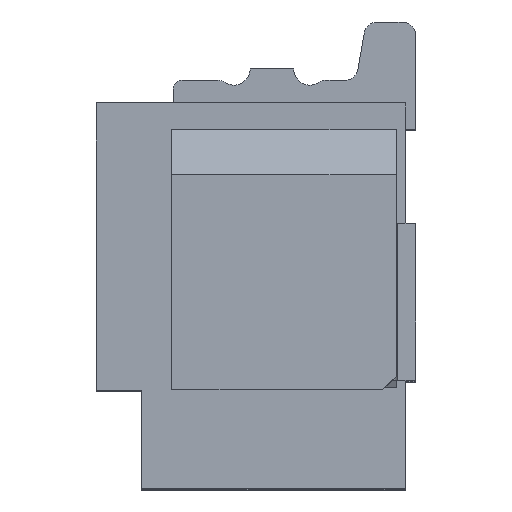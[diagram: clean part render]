
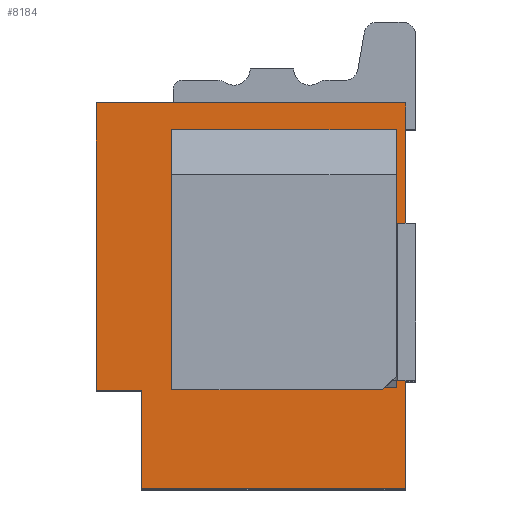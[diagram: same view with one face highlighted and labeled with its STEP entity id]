
A CAD part, top view. The second image highlights one B-rep face of the part: STEP entity #8184.
In plain terms, the highlighted planar face has unit normal (0, 0, 1).
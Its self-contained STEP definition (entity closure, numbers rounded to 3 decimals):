
#109=DIRECTION('',(0.,-1.,0.));
#110=VECTOR('',#109,3.2);
#111=CARTESIAN_POINT('',(-73.809,104.408,22.262));
#112=LINE('',#111,#110);
#817=DIRECTION('',(1.,0.,0.));
#818=VECTOR('',#817,2.95);
#819=CARTESIAN_POINT('',(-73.309,100.108,22.262));
#820=LINE('',#819,#818);
#929=DIRECTION('',(0.,-1.,0.));
#930=VECTOR('',#929,1.1);
#931=CARTESIAN_POINT('',(-73.309,101.208,22.262));
#932=LINE('',#931,#930);
#933=DIRECTION('',(1.,0.,0.));
#934=VECTOR('',#933,0.5);
#935=CARTESIAN_POINT('',(-73.809,101.208,22.262));
#936=LINE('',#935,#934);
#957=DIRECTION('',(1.,0.,0.));
#958=VECTOR('',#957,2.5);
#959=CARTESIAN_POINT('',(-72.969,101.235,22.262));
#960=LINE('',#959,#958);
#961=DIRECTION('',(0.,1.,0.));
#962=VECTOR('',#961,2.873);
#963=CARTESIAN_POINT('',(-70.469,101.235,22.262));
#964=LINE('',#963,#962);
#965=DIRECTION('',(0.,-1.,0.));
#966=VECTOR('',#965,2.873);
#967=CARTESIAN_POINT('',(-72.969,104.108,22.262));
#968=LINE('',#967,#966);
#977=DIRECTION('',(-1.,0.,0.));
#978=VECTOR('',#977,3.45);
#979=CARTESIAN_POINT('',(-70.359,104.408,22.262));
#980=LINE('',#979,#978);
#1623=DIRECTION('',(0.,1.,0.));
#1624=VECTOR('',#1623,4.3);
#1625=CARTESIAN_POINT('',(-70.359,100.108,22.262));
#1626=LINE('',#1625,#1624);
#1667=DIRECTION('',(1.,0.,0.));
#1668=VECTOR('',#1667,2.5);
#1669=CARTESIAN_POINT('',(-72.969,104.108,22.262));
#1670=LINE('',#1669,#1668);
#5349=CARTESIAN_POINT('',(-73.809,104.408,22.262));
#5350=VERTEX_POINT('',#5349);
#5351=CARTESIAN_POINT('',(-73.809,101.208,22.262));
#5352=VERTEX_POINT('',#5351);
#5425=CARTESIAN_POINT('',(-73.309,100.108,22.262));
#5426=VERTEX_POINT('',#5425);
#5427=CARTESIAN_POINT('',(-70.359,100.108,22.262));
#5428=VERTEX_POINT('',#5427);
#5669=CARTESIAN_POINT('',(-70.359,104.408,22.262));
#5670=VERTEX_POINT('',#5669);
#5671=CARTESIAN_POINT('',(-73.309,101.208,22.262));
#5672=VERTEX_POINT('',#5671);
#5673=CARTESIAN_POINT('',(-72.969,101.235,22.262));
#5674=CARTESIAN_POINT('',(-70.469,101.235,22.262));
#5675=VERTEX_POINT('',#5673);
#5676=VERTEX_POINT('',#5674);
#5677=CARTESIAN_POINT('',(-70.469,104.108,22.262));
#5678=VERTEX_POINT('',#5677);
#5679=CARTESIAN_POINT('',(-72.969,104.108,22.262));
#5680=VERTEX_POINT('',#5679);
#8159=CARTESIAN_POINT('',(-72.084,102.258,22.262));
#8160=DIRECTION('',(0.,0.,1.));
#8161=DIRECTION('',(-1.,0.,0.));
#8162=AXIS2_PLACEMENT_3D('',#8159,#8160,#8161);
#8163=PLANE('',#8162);
#8164=ORIENTED_EDGE('',*,*,#7976,.F.);
#8165=ORIENTED_EDGE('',*,*,#8110,.F.);
#8166=ORIENTED_EDGE('',*,*,#8125,.F.);
#8167=ORIENTED_EDGE('',*,*,#7094,.F.);
#8169=ORIENTED_EDGE('',*,*,#8168,.F.);
#8171=ORIENTED_EDGE('',*,*,#8170,.F.);
#8172=EDGE_LOOP('',(#8164,#8165,#8166,#8167,#8169,#8171));
#8173=FACE_OUTER_BOUND('',#8172,.F.);
#8175=ORIENTED_EDGE('',*,*,#8174,.T.);
#8177=ORIENTED_EDGE('',*,*,#8176,.T.);
#8179=ORIENTED_EDGE('',*,*,#8178,.F.);
#8181=ORIENTED_EDGE('',*,*,#8180,.T.);
#8182=EDGE_LOOP('',(#8175,#8177,#8179,#8181));
#8183=FACE_BOUND('',#8182,.F.);
#7094=EDGE_CURVE('',#5350,#5352,#112,.T.);
#7976=EDGE_CURVE('',#5426,#5428,#820,.T.);
#8110=EDGE_CURVE('',#5672,#5426,#932,.T.);
#8125=EDGE_CURVE('',#5352,#5672,#936,.T.);
#8168=EDGE_CURVE('',#5670,#5350,#980,.T.);
#8170=EDGE_CURVE('',#5428,#5670,#1626,.T.);
#8174=EDGE_CURVE('',#5675,#5676,#960,.T.);
#8176=EDGE_CURVE('',#5676,#5678,#964,.T.);
#8178=EDGE_CURVE('',#5680,#5678,#1670,.T.);
#8180=EDGE_CURVE('',#5680,#5675,#968,.T.);
#8184=ADVANCED_FACE('',(#8173,#8183),#8163,.T.);
